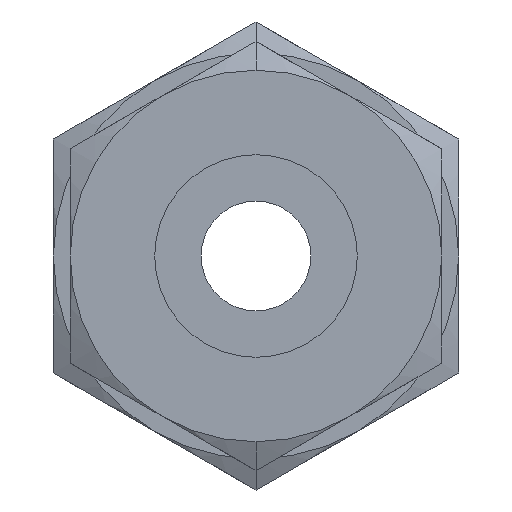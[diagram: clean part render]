
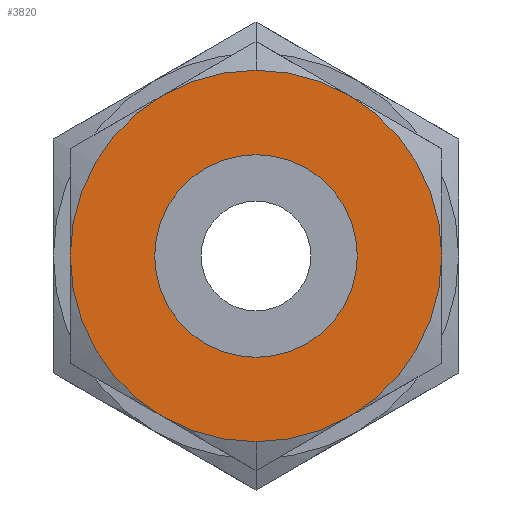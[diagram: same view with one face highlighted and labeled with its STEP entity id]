
A CAD part, left-side view. The second image highlights one B-rep face of the part: STEP entity #3820.
In plain terms, the highlighted planar face has unit normal (-1, 0, 0).
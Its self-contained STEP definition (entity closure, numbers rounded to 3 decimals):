
#23 = EDGE_CURVE ( 'NONE', #8253, #8252, #7416, .T. ) ;
#394 = DIRECTION ( 'NONE',  ( 0., 0., -1. ) ) ;
#857 = ORIENTED_EDGE ( 'NONE', *, *, #23, .T. ) ;
#892 = CARTESIAN_POINT ( 'NONE',  ( 0., 0., 0. ) ) ;
#940 = AXIS2_PLACEMENT_3D ( 'NONE', #892, #5984, #394 ) ;
#1174 = DIRECTION ( 'NONE',  ( 0., 0., 1. ) ) ;
#1290 = AXIS2_PLACEMENT_3D ( 'NONE', #2461, #2171, #7977 ) ;
#1343 = DIRECTION ( 'NONE',  ( 1., 0., 0. ) ) ;
#1496 = EDGE_CURVE ( 'NONE', #2329, #1947, #5693, .T. ) ;
#1865 = DIRECTION ( 'NONE',  ( 0., 0., 1. ) ) ;
#1937 = EDGE_CURVE ( 'NONE', #8252, #8253, #5224, .T. ) ;
#1947 = VERTEX_POINT ( 'NONE', #7585 ) ;
#2171 = DIRECTION ( 'NONE',  ( 1., 0., 0. ) ) ;
#2329 = VERTEX_POINT ( 'NONE', #4962 ) ;
#2461 = CARTESIAN_POINT ( 'NONE',  ( 0., 0., 0. ) ) ;
#3018 = EDGE_CURVE ( 'NONE', #1947, #2329, #5968, .T. ) ;
#3575 = ORIENTED_EDGE ( 'NONE', *, *, #1937, .T. ) ;
#3820 = ADVANCED_FACE ( 'NONE', ( #6057, #6096 ), #7624, .T. ) ;
#4785 = DIRECTION ( 'NONE',  ( 1., 0., 0. ) ) ;
#4856 = DIRECTION ( 'NONE',  ( -1., 0., 0. ) ) ;
#4962 = CARTESIAN_POINT ( 'NONE',  ( 0., 0., -11. ) ) ;
#5056 = AXIS2_PLACEMENT_3D ( 'NONE', #8610, #1343, #5762 ) ;
#5224 = CIRCLE ( 'NONE', #940, 6. ) ;
#5693 = CIRCLE ( 'NONE', #1290, 11. ) ;
#5762 = DIRECTION ( 'NONE',  ( 0., 0., 1. ) ) ;
#5884 = AXIS2_PLACEMENT_3D ( 'NONE', #7926, #4785, #1174 ) ;
#5968 = CIRCLE ( 'NONE', #5056, 11. ) ;
#5984 = DIRECTION ( 'NONE',  ( 1., 0., 0. ) ) ;
#6057 = FACE_BOUND ( 'NONE', #7691, .T. ) ;
#6068 = EDGE_LOOP ( 'NONE', ( #6562, #8508 ) ) ;
#6096 = FACE_OUTER_BOUND ( 'NONE', #6068, .T. ) ;
#6562 = ORIENTED_EDGE ( 'NONE', *, *, #3018, .F. ) ;
#6587 = AXIS2_PLACEMENT_3D ( 'NONE', #7728, #4856, #1865 ) ;
#6651 = CARTESIAN_POINT ( 'NONE',  ( 0., 0., -6. ) ) ;
#7416 = CIRCLE ( 'NONE', #5884, 6. ) ;
#7585 = CARTESIAN_POINT ( 'NONE',  ( 0., 0., 11. ) ) ;
#7624 = PLANE ( 'NONE',  #6587 ) ;
#7691 = EDGE_LOOP ( 'NONE', ( #3575, #857 ) ) ;
#7728 = CARTESIAN_POINT ( 'NONE',  ( 0., 0., 5.5 ) ) ;
#7926 = CARTESIAN_POINT ( 'NONE',  ( 0., 0., 0. ) ) ;
#7977 = DIRECTION ( 'NONE',  ( 0., 0., -1. ) ) ;
#8252 = VERTEX_POINT ( 'NONE', #6651 ) ;
#8253 = VERTEX_POINT ( 'NONE', #8819 ) ;
#8508 = ORIENTED_EDGE ( 'NONE', *, *, #1496, .F. ) ;
#8610 = CARTESIAN_POINT ( 'NONE',  ( 0., 0., 0. ) ) ;
#8819 = CARTESIAN_POINT ( 'NONE',  ( 0., 0., 6. ) ) ;
